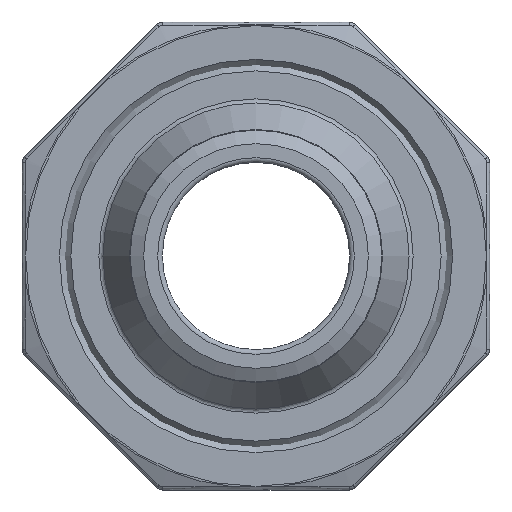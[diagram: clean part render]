
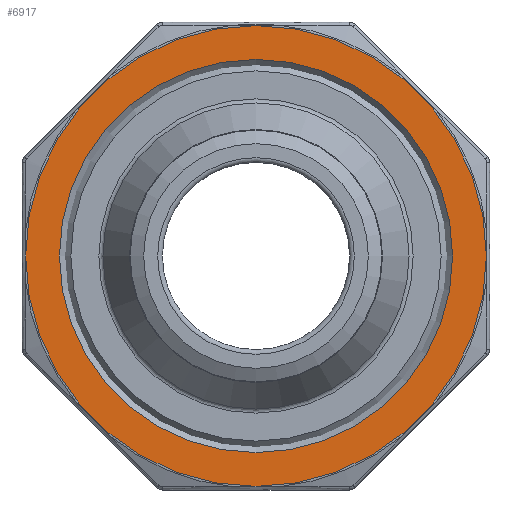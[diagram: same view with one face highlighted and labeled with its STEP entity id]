
A CAD part, left-side view. The second image highlights one B-rep face of the part: STEP entity #6917.
In plain terms, the highlighted planar face has unit normal (-1, 0, 0).
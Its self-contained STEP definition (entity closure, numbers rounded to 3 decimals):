
#235 = DIRECTION ( 'NONE',  ( 0., 0., 1. ) ) ;
#1185 = ORIENTED_EDGE ( 'NONE', *, *, #6857, .T. ) ;
#1809 = CIRCLE ( 'NONE', #12421, 24.612 ) ;
#3170 = FACE_BOUND ( 'NONE', #7886, .T. ) ;
#3283 = VERTEX_POINT ( 'NONE', #7512 ) ;
#4775 = DIRECTION ( 'NONE',  ( -1., 0., 0. ) ) ;
#5191 = CARTESIAN_POINT ( 'NONE',  ( -9.5, 0., 0. ) ) ;
#6857 = EDGE_CURVE ( 'NONE', #7001, #7001, #1809, .T. ) ;
#6917 = ADVANCED_FACE ( 'NONE', ( #18729, #3170 ), #18932, .T. ) ;
#7001 = VERTEX_POINT ( 'NONE', #16389 ) ;
#7512 = CARTESIAN_POINT ( 'NONE',  ( -9.5, 0., -21. ) ) ;
#7886 = EDGE_LOOP ( 'NONE', ( #18079 ) ) ;
#7905 = DIRECTION ( 'NONE',  ( 0., 0., 1. ) ) ;
#8004 = DIRECTION ( 'NONE',  ( -1., 0., 0. ) ) ;
#8109 = CARTESIAN_POINT ( 'NONE',  ( -9.5, 34.92, 0. ) ) ;
#8318 = DIRECTION ( 'NONE',  ( 0., 0., -1. ) ) ;
#10238 = AXIS2_PLACEMENT_3D ( 'NONE', #5191, #11292, #8318 ) ;
#11292 = DIRECTION ( 'NONE',  ( 1., 0., 0. ) ) ;
#12345 = EDGE_LOOP ( 'NONE', ( #1185 ) ) ;
#12421 = AXIS2_PLACEMENT_3D ( 'NONE', #12726, #8004, #235 ) ;
#12726 = CARTESIAN_POINT ( 'NONE',  ( -9.5, 0., 0. ) ) ;
#14999 = AXIS2_PLACEMENT_3D ( 'NONE', #8109, #4775, #7905 ) ;
#16047 = CIRCLE ( 'NONE', #10238, 21. ) ;
#16389 = CARTESIAN_POINT ( 'NONE',  ( -9.5, 0., 24.612 ) ) ;
#17736 = EDGE_CURVE ( 'NONE', #3283, #3283, #16047, .T. ) ;
#18079 = ORIENTED_EDGE ( 'NONE', *, *, #17736, .T. ) ;
#18729 = FACE_OUTER_BOUND ( 'NONE', #12345, .T. ) ;
#18932 = PLANE ( 'NONE',  #14999 ) ;
